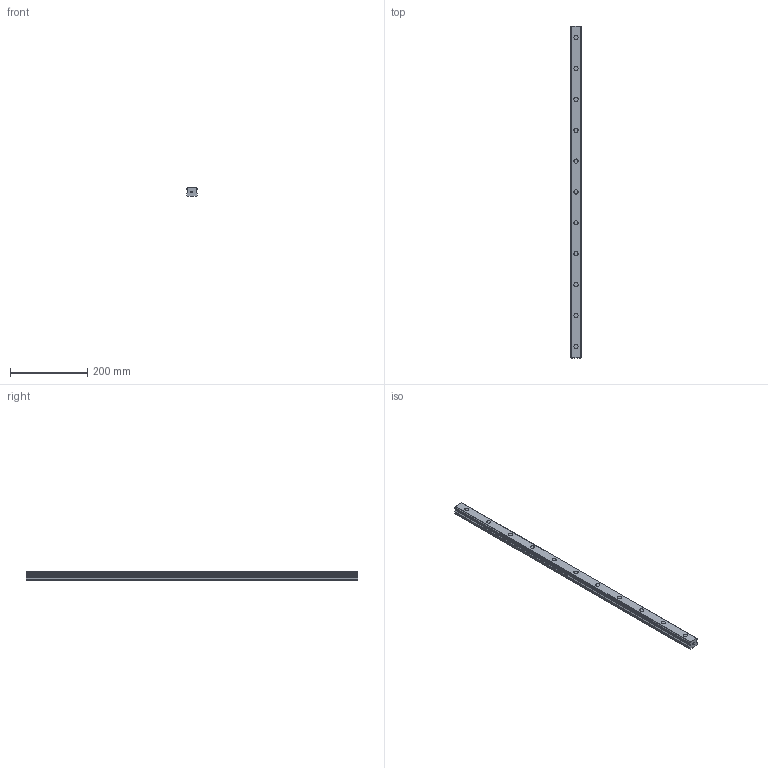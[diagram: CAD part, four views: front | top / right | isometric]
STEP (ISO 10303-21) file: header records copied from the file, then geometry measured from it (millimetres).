
FILE_DESCRIPTION(('STEP AP214'),'1');
FILE_NAME('cctmp_9B9ED9EB-73F8-431C-87CE-B8FFEEBCB049_2021_02_10_13_20_58_0785..stp','2021-02-10T12:20:58',('HIWIN GmbH'),('CADClick - www.CADClick.com'),'Spatial InterOp 3D',' ','unknown authorization');
FILE_SCHEMA(('AUTOMOTIVE_DESIGN'));
Length unit declared in the file: millimetre
Products named in the file (1): EGR30R860C_FILE
Bounding box: 28 x 860 x 23 mm (x, y, z)
Volume: 480481.3 mm3; surface area: 97545 mm2
Topology: 1 solids, 1 shells, 202 faces, 489 edges, 326 vertices
Faces by surface type: plane 118, cylinder 84
Entity records: 7581 total; most frequent: DIRECTION 1063, CARTESIAN_POINT 1018, ORIENTED_EDGE 978, EDGE_CURVE 489, AXIS2_PLACEMENT_3D 371, VERTEX_POINT 326, LINE 321, VECTOR 321
